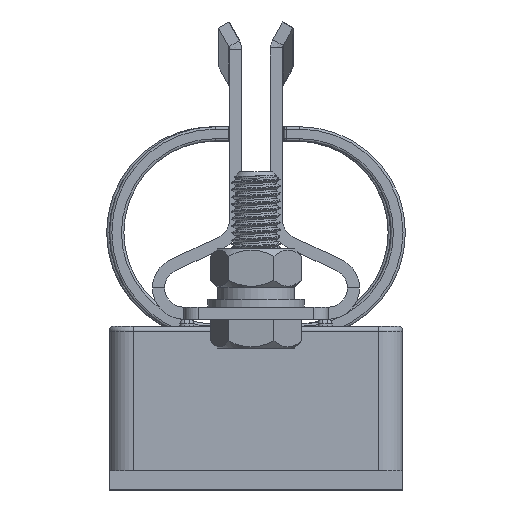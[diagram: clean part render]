
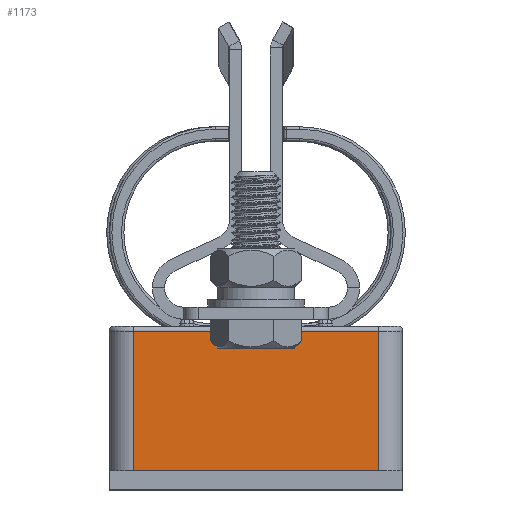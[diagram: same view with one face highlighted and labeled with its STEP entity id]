
A CAD part, left-side view. The second image highlights one B-rep face of the part: STEP entity #1173.
In plain terms, the highlighted planar face has unit normal (-1, 0, 0).
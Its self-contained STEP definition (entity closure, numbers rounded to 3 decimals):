
#723=PLANE('',#13328);
#1173=ADVANCED_FACE('',(#2223),#723,.F.);
#2223=FACE_OUTER_BOUND('',#2972,.T.);
#2972=EDGE_LOOP('',(#4926,#4927,#4928,#4929));
#4926=ORIENTED_EDGE('',*,*,#9533,.T.);
#4927=ORIENTED_EDGE('',*,*,#9534,.T.);
#4928=ORIENTED_EDGE('',*,*,#9535,.T.);
#4929=ORIENTED_EDGE('',*,*,#9521,.T.);
#8302=VERTEX_POINT('',#26649);
#8303=VERTEX_POINT('',#26650);
#8312=VERTEX_POINT('',#26673);
#8313=VERTEX_POINT('',#26675);
#9521=EDGE_CURVE('',#8302,#8303,#11182,.T.);
#9533=EDGE_CURVE('',#8303,#8312,#11192,.T.);
#9534=EDGE_CURVE('',#8312,#8313,#11193,.T.);
#9535=EDGE_CURVE('',#8313,#8302,#11194,.T.);
#11182=LINE('',#26648,#12254);
#11192=LINE('',#26672,#12264);
#11193=LINE('',#26674,#12265);
#11194=LINE('',#26676,#12266);
#12254=VECTOR('',#15158,1.);
#12264=VECTOR('',#15176,1.);
#12265=VECTOR('',#15177,1.);
#12266=VECTOR('',#15178,1.);
#13328=AXIS2_PLACEMENT_3D('',#26677,#15179,#15180);
#15158=DIRECTION('',(0.,-1.,0.));
#15176=DIRECTION('',(0.,0.,1.));
#15177=DIRECTION('',(0.,1.,0.));
#15178=DIRECTION('',(0.,0.,-1.));
#15179=DIRECTION('',(1.,0.,0.));
#15180=DIRECTION('',(0.,0.,1.));
#26648=CARTESIAN_POINT('',(-101.598,28.962,4.));
#26649=CARTESIAN_POINT('',(-101.598,17.862,4.));
#26650=CARTESIAN_POINT('',(-101.598,-33.138,4.));
#26672=CARTESIAN_POINT('',(-101.598,-33.138,34.));
#26673=CARTESIAN_POINT('',(-101.598,-33.138,33.));
#26674=CARTESIAN_POINT('',(-101.598,17.862,33.));
#26675=CARTESIAN_POINT('',(-101.598,17.862,33.));
#26676=CARTESIAN_POINT('',(-101.598,17.862,34.));
#26677=CARTESIAN_POINT('',(-101.598,22.862,34.));
